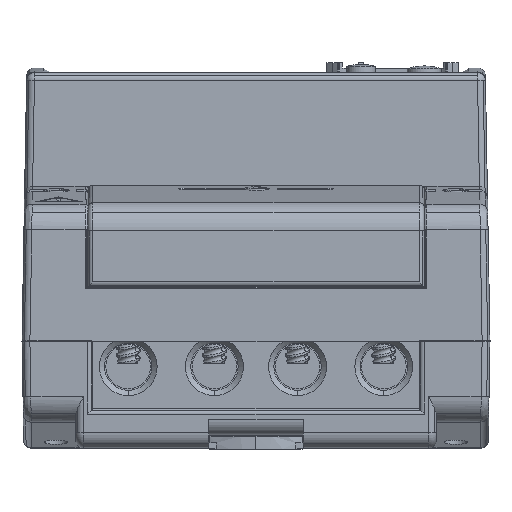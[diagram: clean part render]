
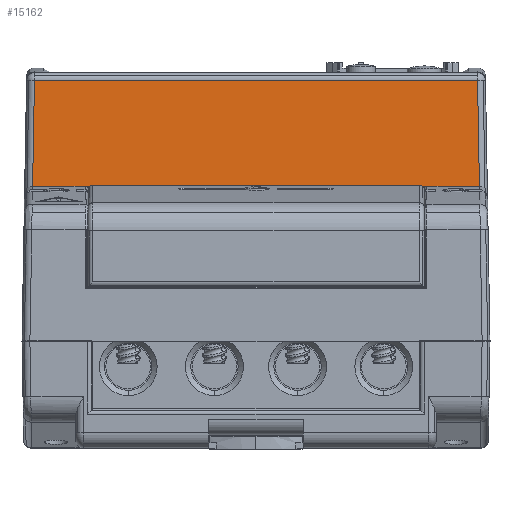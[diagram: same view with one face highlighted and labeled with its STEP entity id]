
A CAD part, front view. The second image highlights one B-rep face of the part: STEP entity #15162.
In plain terms, the highlighted planar face has unit normal (0, -1, 0.018).
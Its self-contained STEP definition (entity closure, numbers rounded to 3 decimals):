
#10 = VERTEX_POINT ( 'NONE', #64785 ) ;
#1151 = VECTOR ( 'NONE', #11838, 1000. ) ;
#6764 = LINE ( 'NONE', #61571, #155682 ) ;
#11838 = DIRECTION ( 'NONE',  ( 0.017, 0.017, 1. ) ) ;
#12698 = VERTEX_POINT ( 'NONE', #50062 ) ;
#12800 = ORIENTED_EDGE ( 'NONE', *, *, #66213, .T. ) ;
#15162 = ADVANCED_FACE ( 'NONE', ( #130301 ), #105664, .F. ) ;
#19417 = VECTOR ( 'NONE', #123593, 1000. ) ;
#29012 = CARTESIAN_POINT ( 'NONE',  ( 130.166, 133.348, 104.075 ) ) ;
#31843 = VECTOR ( 'NONE', #158094, 1000. ) ;
#33231 = VERTEX_POINT ( 'NONE', #87684 ) ;
#33410 = CARTESIAN_POINT ( 'NONE',  ( 207.166, 133.348, 104.075 ) ) ;
#33856 = CARTESIAN_POINT ( 'NONE',  ( 114.161, 133.348, 104.075 ) ) ;
#41908 = AXIS2_PLACEMENT_3D ( 'NONE', #131218, #162274, #102958 ) ;
#47410 = ORIENTED_EDGE ( 'NONE', *, *, #85950, .F. ) ;
#48444 = LINE ( 'NONE', #33856, #31843 ) ;
#50062 = CARTESIAN_POINT ( 'NONE',  ( 195.166, 133.348, 104.075 ) ) ;
#53826 = EDGE_CURVE ( 'NONE', #12698, #87791, #174030, .T. ) ;
#61273 = EDGE_CURVE ( 'NONE', #12698, #33231, #48444, .T. ) ;
#61571 = CARTESIAN_POINT ( 'NONE',  ( 90.486, 133.7, 124.242 ) ) ;
#64785 = CARTESIAN_POINT ( 'NONE',  ( 204.799, 133.7, 124.242 ) ) ;
#65706 = CARTESIAN_POINT ( 'NONE',  ( 121.232, 134.4, 164.323 ) ) ;
#66213 = EDGE_CURVE ( 'NONE', #10, #96161, #6764, .T. ) ;
#68816 = LINE ( 'NONE', #109919, #19417 ) ;
#75449 = DIRECTION ( 'NONE',  ( -1., 0., 0. ) ) ;
#85950 = EDGE_CURVE ( 'NONE', #118841, #96161, #153301, .T. ) ;
#86579 = CARTESIAN_POINT ( 'NONE',  ( 120.533, 133.7, 124.242 ) ) ;
#86864 = LINE ( 'NONE', #167281, #141353 ) ;
#87684 = CARTESIAN_POINT ( 'NONE',  ( 205.151, 133.348, 104.075 ) ) ;
#87791 = VERTEX_POINT ( 'NONE', #29012 ) ;
#88467 = EDGE_CURVE ( 'NONE', #87791, #118841, #68816, .T. ) ;
#95615 = EDGE_LOOP ( 'NONE', ( #143836, #112613, #12800, #47410, #174800, #132529 ) ) ;
#96161 = VERTEX_POINT ( 'NONE', #86579 ) ;
#97841 = EDGE_CURVE ( 'NONE', #33231, #10, #86864, .T. ) ;
#102958 = DIRECTION ( 'NONE',  ( 0., -0.017, -1. ) ) ;
#104496 = DIRECTION ( 'NONE',  ( -1., 0., 0. ) ) ;
#105664 = PLANE ( 'NONE',  #41908 ) ;
#108431 = VECTOR ( 'NONE', #75449, 1000. ) ;
#109919 = CARTESIAN_POINT ( 'NONE',  ( 211.171, 133.348, 104.075 ) ) ;
#112613 = ORIENTED_EDGE ( 'NONE', *, *, #97841, .T. ) ;
#118841 = VERTEX_POINT ( 'NONE', #172360 ) ;
#123593 = DIRECTION ( 'NONE',  ( -1., 0., 0. ) ) ;
#130301 = FACE_OUTER_BOUND ( 'NONE', #95615, .T. ) ;
#131218 = CARTESIAN_POINT ( 'NONE',  ( 117.673, 133.721, 125.434 ) ) ;
#132529 = ORIENTED_EDGE ( 'NONE', *, *, #53826, .F. ) ;
#141353 = VECTOR ( 'NONE', #154481, 1000. ) ;
#143836 = ORIENTED_EDGE ( 'NONE', *, *, #61273, .T. ) ;
#153301 = LINE ( 'NONE', #65706, #1151 ) ;
#154481 = DIRECTION ( 'NONE',  ( -0.017, 0.017, 1. ) ) ;
#155682 = VECTOR ( 'NONE', #104496, 1000. ) ;
#158094 = DIRECTION ( 'NONE',  ( 1., 0., 0. ) ) ;
#162274 = DIRECTION ( 'NONE',  ( 0., 1., -0.017 ) ) ;
#167281 = CARTESIAN_POINT ( 'NONE',  ( 204.1, 134.4, 164.323 ) ) ;
#172360 = CARTESIAN_POINT ( 'NONE',  ( 120.181, 133.348, 104.075 ) ) ;
#174030 = LINE ( 'NONE', #33410, #108431 ) ;
#174800 = ORIENTED_EDGE ( 'NONE', *, *, #88467, .F. ) ;
